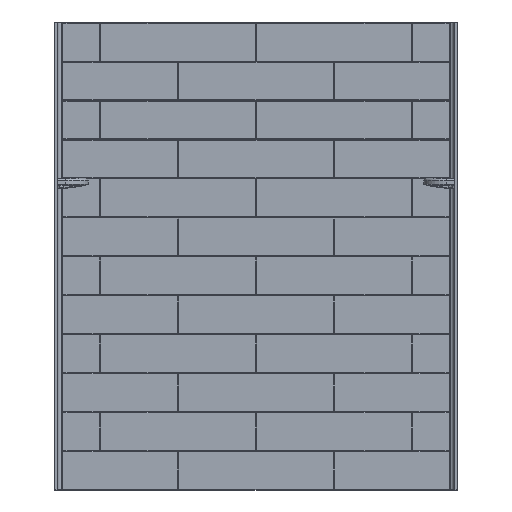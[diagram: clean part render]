
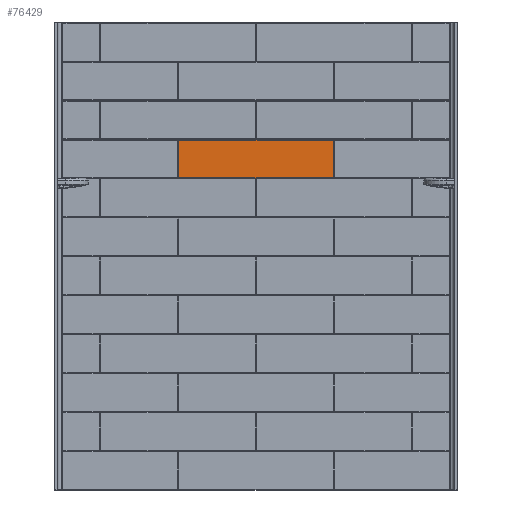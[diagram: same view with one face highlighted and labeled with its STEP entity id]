
A CAD part, top view. The second image highlights one B-rep face of the part: STEP entity #76429.
In plain terms, the highlighted planar face has unit normal (0, 0, 1).
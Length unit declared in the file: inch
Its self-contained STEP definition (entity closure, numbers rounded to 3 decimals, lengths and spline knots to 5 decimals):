
#1267 = CARTESIAN_POINT ( 'NONE',  ( 12.0945, 11.91522, 0.1875 ) ) ;
#2100 = VERTEX_POINT ( 'NONE', #35642 ) ;
#2461 = CARTESIAN_POINT ( 'NONE',  ( 17.91522, -11.9055, 0.1875 ) ) ;
#2466 = LINE ( 'NONE', #32073, #90792 ) ;
#6095 = ORIENTED_EDGE ( 'NONE', *, *, #54946, .F. ) ;
#7579 = EDGE_CURVE ( 'NONE', #37887, #94589, #94956, .T. ) ;
#8301 = DIRECTION ( 'NONE',  ( 0., 1., 0. ) ) ;
#10584 = CARTESIAN_POINT ( 'NONE',  ( 17.9068, 11.91515, 0.1875 ) ) ;
#11496 = CARTESIAN_POINT ( 'NONE',  ( 17.91444, -11.90945, 0.1875 ) ) ;
#12502 = CARTESIAN_POINT ( 'NONE',  ( 17.91522, 11.9055, 0.1875 ) ) ;
#12807 = CARTESIAN_POINT ( 'NONE',  ( 0., 0., 0.1875 ) ) ;
#14009 = CARTESIAN_POINT ( 'NONE',  ( 17.90721, -11.91522, 0.1875 ) ) ;
#16062 = VERTEX_POINT ( 'NONE', #1267 ) ;
#18654 = CARTESIAN_POINT ( 'NONE',  ( 12.08478, 11.90721, 0.1875 ) ) ;
#19243 = CARTESIAN_POINT ( 'NONE',  ( 12.08478, -18.5, 0.1875 ) ) ;
#21835 = FACE_OUTER_BOUND ( 'NONE', #125426, .T. ) ;
#22163 = CARTESIAN_POINT ( 'NONE',  ( 17.91303, 11.91187, 0.1875 ) ) ;
#22461 = PLANE ( 'NONE',  #29051 ) ;
#24631 = LINE ( 'NONE', #70567, #101114 ) ;
#27667 = CARTESIAN_POINT ( 'NONE',  ( 12.0945, 11.91522, 0.1875 ) ) ;
#28291 = CARTESIAN_POINT ( 'NONE',  ( 12.09153, 11.91481, 0.1875 ) ) ;
#28457 = VERTEX_POINT ( 'NONE', #44978 ) ;
#29051 = AXIS2_PLACEMENT_3D ( 'NONE', #12807, #42993, #89406 ) ;
#29388 = EDGE_CURVE ( 'NONE', #61806, #94589, #24631, .T. ) ;
#29881 = ORIENTED_EDGE ( 'NONE', *, *, #29388, .F. ) ;
#30366 = B_SPLINE_CURVE_WITH_KNOTS ( 'NONE', 3,
 ( #77206, #18654, #87506, #37319, #116501, #95265, #28291, #117118, #47614, #27667 ),
 .UNSPECIFIED., .F., .F.,
 ( 4, 2, 2, 2, 4 ),
 ( 0., 0.33846, 0.66667, 0.87179, 1. ),
 .UNSPECIFIED. ) ;
#30789 = CARTESIAN_POINT ( 'NONE',  ( 17.91522, -11.90615, 0.1875 ) ) ;
#31784 = CARTESIAN_POINT ( 'NONE',  ( 17.91522, 11.9055, 0.1875 ) ) ;
#32073 = CARTESIAN_POINT ( 'NONE',  ( 17.91522, 18.5, 0.1875 ) ) ;
#33700 = CARTESIAN_POINT ( 'NONE',  ( 17.90945, 11.91444, 0.1875 ) ) ;
#35642 = CARTESIAN_POINT ( 'NONE',  ( 17.91522, -11.9055, 0.1875 ) ) ;
#37319 = CARTESIAN_POINT ( 'NONE',  ( 12.08697, 11.91187, 0.1875 ) ) ;
#37887 = VERTEX_POINT ( 'NONE', #63392 ) ;
#40620 = CARTESIAN_POINT ( 'NONE',  ( 12.0945, -11.91522, 0.1875 ) ) ;
#42950 = CARTESIAN_POINT ( 'NONE',  ( 17.91515, -11.9068, 0.1875 ) ) ;
#42993 = DIRECTION ( 'NONE',  ( 0., 0., 1. ) ) ;
#43195 = VERTEX_POINT ( 'NONE', #31784 ) ;
#44978 = CARTESIAN_POINT ( 'NONE',  ( 12.08478, 11.9055, 0.1875 ) ) ;
#47614 = CARTESIAN_POINT ( 'NONE',  ( 12.09386, 11.91522, 0.1875 ) ) ;
#48803 = LINE ( 'NONE', #19243, #106631 ) ;
#49635 = CARTESIAN_POINT ( 'NONE',  ( 12.08942, -11.91417, 0.1875 ) ) ;
#53234 = CARTESIAN_POINT ( 'NONE',  ( 17.91481, -11.90847, 0.1875 ) ) ;
#53617 = ORIENTED_EDGE ( 'NONE', *, *, #110758, .F. ) ;
#54946 = EDGE_CURVE ( 'NONE', #28457, #16062, #30366, .T. ) ;
#55463 = ORIENTED_EDGE ( 'NONE', *, *, #7579, .T. ) ;
#58085 = EDGE_CURVE ( 'NONE', #123820, #43195, #76062, .T. ) ;
#58826 = EDGE_CURVE ( 'NONE', #16062, #123820, #63754, .T. ) ;
#60776 = CARTESIAN_POINT ( 'NONE',  ( 17.9118, 11.91308, 0.1875 ) ) ;
#61806 = VERTEX_POINT ( 'NONE', #103363 ) ;
#62505 = CARTESIAN_POINT ( 'NONE',  ( 12.08478, -11.9055, 0.1875 ) ) ;
#62675 = CARTESIAN_POINT ( 'NONE',  ( 17.91475, 11.90894, 0.1875 ) ) ;
#63392 = CARTESIAN_POINT ( 'NONE',  ( 12.08478, -11.9055, 0.1875 ) ) ;
#63754 = LINE ( 'NONE', #74703, #119670 ) ;
#66095 = ORIENTED_EDGE ( 'NONE', *, *, #58085, .F. ) ;
#67961 = EDGE_CURVE ( 'NONE', #37887, #28457, #48803, .T. ) ;
#68825 = DIRECTION ( 'NONE',  ( 0., -1., 0. ) ) ;
#70052 = CARTESIAN_POINT ( 'NONE',  ( 17.91186, -11.91303, 0.1875 ) ) ;
#70567 = CARTESIAN_POINT ( 'NONE',  ( 7.5, -11.91522, 0.1875 ) ) ;
#71468 = ORIENTED_EDGE ( 'NONE', *, *, #67961, .F. ) ;
#71942 = CARTESIAN_POINT ( 'NONE',  ( 17.91308, -11.91181, 0.1875 ) ) ;
#72166 = CARTESIAN_POINT ( 'NONE',  ( 12.08502, -11.90807, 0.1875 ) ) ;
#72339 = CARTESIAN_POINT ( 'NONE',  ( 17.91522, 11.90721, 0.1875 ) ) ;
#74703 = CARTESIAN_POINT ( 'NONE',  ( 7.5, 11.91522, 0.1875 ) ) ;
#75010 = ORIENTED_EDGE ( 'NONE', *, *, #58826, .F. ) ;
#76062 = B_SPLINE_CURVE_WITH_KNOTS ( 'NONE', 3,
 ( #108412, #98750, #10584, #89105, #33700, #60776, #22163, #62675, #72339, #12502 ),
 .UNSPECIFIED., .F., .F.,
 ( 4, 2, 2, 2, 4 ),
 ( 0., 0.12821, 0.33333, 0.66154, 1. ),
 .UNSPECIFIED. ) ;
#76429 = ADVANCED_FACE ( 'NONE', ( #21835 ), #22461, .T. ) ;
#77206 = CARTESIAN_POINT ( 'NONE',  ( 12.08478, 11.9055, 0.1875 ) ) ;
#81182 = CARTESIAN_POINT ( 'NONE',  ( 12.08674, -11.91147, 0.1875 ) ) ;
#81673 = CARTESIAN_POINT ( 'NONE',  ( 17.9055, 11.91522, 0.1875 ) ) ;
#82225 = CARTESIAN_POINT ( 'NONE',  ( 17.90893, -11.91475, 0.1875 ) ) ;
#87506 = CARTESIAN_POINT ( 'NONE',  ( 12.08525, 11.90894, 0.1875 ) ) ;
#88932 = CARTESIAN_POINT ( 'NONE',  ( 12.09192, -11.91522, 0.1875 ) ) ;
#89105 = CARTESIAN_POINT ( 'NONE',  ( 17.90847, 11.91481, 0.1875 ) ) ;
#89233 = CARTESIAN_POINT ( 'NONE',  ( 12.0945, -11.91522, 0.1875 ) ) ;
#89406 = DIRECTION ( 'NONE',  ( 1., 0., 0. ) ) ;
#90792 = VECTOR ( 'NONE', #68825, 39.37008 ) ;
#92512 = CARTESIAN_POINT ( 'NONE',  ( 17.9055, -11.91522, 0.1875 ) ) ;
#94589 = VERTEX_POINT ( 'NONE', #89233 ) ;
#94956 = B_SPLINE_CURVE_WITH_KNOTS ( 'NONE', 3,
 ( #62505, #119857, #72166, #110166, #81182, #49635, #88932, #40620 ),
 .UNSPECIFIED., .F., .F.,
 ( 4, 2, 2, 4 ),
 ( 0., 0.25, 0.5, 1. ),
 .UNSPECIFIED. ) ;
#95265 = CARTESIAN_POINT ( 'NONE',  ( 12.09055, 11.91444, 0.1875 ) ) ;
#98750 = CARTESIAN_POINT ( 'NONE',  ( 17.90614, 11.91522, 0.1875 ) ) ;
#101114 = VECTOR ( 'NONE', #103168, 39.37008 ) ;
#103168 = DIRECTION ( 'NONE',  ( -1., 0., 0. ) ) ;
#103363 = CARTESIAN_POINT ( 'NONE',  ( 17.9055, -11.91522, 0.1875 ) ) ;
#106390 = EDGE_CURVE ( 'NONE', #2100, #61806, #125948, .T. ) ;
#106631 = VECTOR ( 'NONE', #8301, 39.37008 ) ;
#108412 = CARTESIAN_POINT ( 'NONE',  ( 17.9055, 11.91522, 0.1875 ) ) ;
#110166 = CARTESIAN_POINT ( 'NONE',  ( 12.08597, -11.91036, 0.1875 ) ) ;
#110758 = EDGE_CURVE ( 'NONE', #43195, #2100, #2466, .T. ) ;
#113975 = DIRECTION ( 'NONE',  ( 1., 0., 0. ) ) ;
#116501 = CARTESIAN_POINT ( 'NONE',  ( 12.0882, 11.91308, 0.1875 ) ) ;
#116987 = ORIENTED_EDGE ( 'NONE', *, *, #106390, .F. ) ;
#117118 = CARTESIAN_POINT ( 'NONE',  ( 12.0932, 11.91515, 0.1875 ) ) ;
#119670 = VECTOR ( 'NONE', #113975, 39.37008 ) ;
#119857 = CARTESIAN_POINT ( 'NONE',  ( 12.08478, -11.90683, 0.1875 ) ) ;
#123820 = VERTEX_POINT ( 'NONE', #81673 ) ;
#125426 = EDGE_LOOP ( 'NONE', ( #29881, #116987, #53617, #66095, #75010, #6095, #71468, #55463 ) ) ;
#125948 = B_SPLINE_CURVE_WITH_KNOTS ( 'NONE', 3,
 ( #2461, #30789, #42950, #53234, #11496, #71942, #70052, #82225, #14009, #92512 ),
 .UNSPECIFIED., .F., .F.,
 ( 4, 2, 2, 2, 4 ),
 ( 0., 0.12821, 0.33333, 0.66154, 1. ),
 .UNSPECIFIED. ) ;
